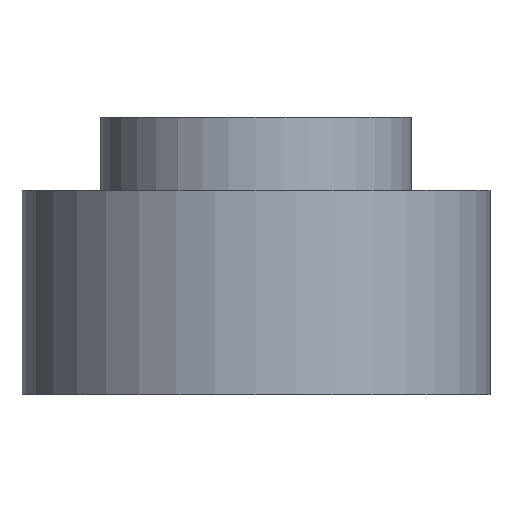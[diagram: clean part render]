
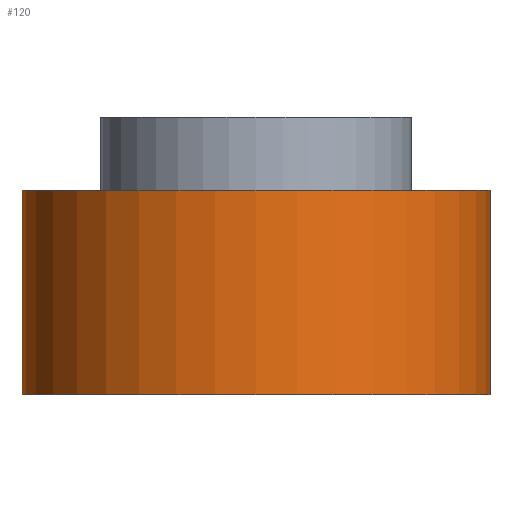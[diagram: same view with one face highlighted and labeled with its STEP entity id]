
A CAD part, front view. The second image highlights one B-rep face of the part: STEP entity #120.
In plain terms, the highlighted cylindrical face has radius 6.4 mm (diameter 12.8 mm), a full revolution.
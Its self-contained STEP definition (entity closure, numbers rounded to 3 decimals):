
#93=CARTESIAN_POINT('',(0.0,0.0,0.0));
#94=DIRECTION('',(0.0,0.0,1.0));
#95=DIRECTION('',(-1.0,0.0,0.0));
#96=AXIS2_PLACEMENT_3D('',#93,#94,#95);
#97=CYLINDRICAL_SURFACE('',#96,6.4);
#98=CARTESIAN_POINT('',(6.4,0.,5.6));
#99=VERTEX_POINT('',#98);
#100=CARTESIAN_POINT('',(0.0,0.0,5.6));
#101=DIRECTION('',(0.0,0.0,-1.0));
#102=DIRECTION('',(-1.0,0.0,0.0));
#103=AXIS2_PLACEMENT_3D('',#100,#101,#102);
#104=CIRCLE('',#103,6.4);
#105=EDGE_CURVE('',#99,#99,#104,.T.);
#106=ORIENTED_EDGE('',*,*,#105,.T.);
#107=EDGE_LOOP('',(#106));
#108=FACE_OUTER_BOUND('',#107,.T.);
#109=CARTESIAN_POINT('',(6.4,0.,0.0));
#110=VERTEX_POINT('',#109);
#111=CARTESIAN_POINT('',(0.0,0.0,0.0));
#112=DIRECTION('',(0.0,0.0,-1.0));
#113=DIRECTION('',(-1.0,0.0,0.0));
#114=AXIS2_PLACEMENT_3D('',#111,#112,#113);
#115=CIRCLE('',#114,6.4);
#116=EDGE_CURVE('',#110,#110,#115,.T.);
#117=ORIENTED_EDGE('',*,*,#116,.F.);
#118=EDGE_LOOP('',(#117));
#119=FACE_BOUND('',#118,.T.);
#120=ADVANCED_FACE('',(#108,#119),#97,.T.);
